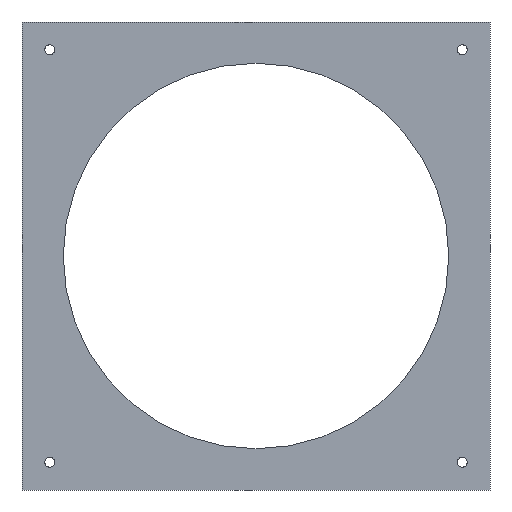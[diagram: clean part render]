
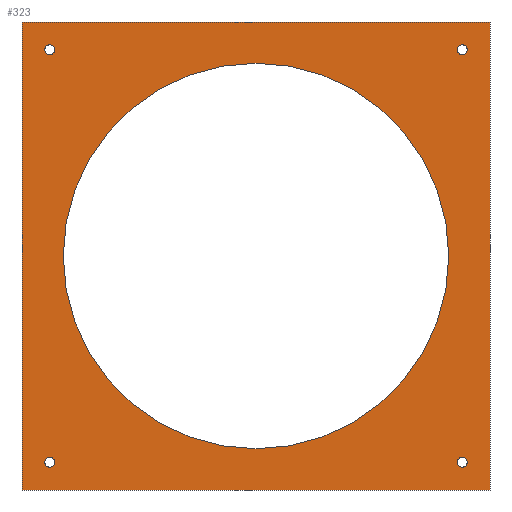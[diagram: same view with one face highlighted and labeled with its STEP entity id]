
A CAD part, front view. The second image highlights one B-rep face of the part: STEP entity #323.
In plain terms, the highlighted planar face has unit normal (0, -1, 0).
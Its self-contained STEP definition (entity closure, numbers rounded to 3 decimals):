
#23=CARTESIAN_POINT('',(0.,334.,0.));
#24=DIRECTION('',(0.,-1.,0.));
#25=DIRECTION('',(1.,0.,0.));
#26=AXIS2_PLACEMENT_3D('',#23,#24,#25);
#28=CARTESIAN_POINT('',(0.,334.,0.));
#29=DIRECTION('',(0.,-1.,0.));
#30=DIRECTION('',(-1.,0.,0.));
#31=AXIS2_PLACEMENT_3D('',#28,#29,#30);
#33=DIRECTION('',(0.,0.,1.));
#34=VECTOR('',#33,295.);
#35=CARTESIAN_POINT('',(147.5,334.,-147.5));
#36=LINE('',#35,#34);
#37=DIRECTION('',(1.,0.,0.));
#38=VECTOR('',#37,295.);
#39=CARTESIAN_POINT('',(-147.5,334.,-147.5));
#40=LINE('',#39,#38);
#41=DIRECTION('',(0.,0.,-1.));
#42=VECTOR('',#41,295.);
#43=CARTESIAN_POINT('',(-147.5,334.,147.5));
#44=LINE('',#43,#42);
#45=DIRECTION('',(-1.,0.,0.));
#46=VECTOR('',#45,295.);
#47=CARTESIAN_POINT('',(147.5,334.,147.5));
#48=LINE('',#47,#46);
#49=CARTESIAN_POINT('',(130.,334.,-130.));
#50=DIRECTION('',(0.,-1.,0.));
#51=DIRECTION('',(-1.,0.,0.));
#52=AXIS2_PLACEMENT_3D('',#49,#50,#51);
#54=CARTESIAN_POINT('',(130.,334.,-130.));
#55=DIRECTION('',(0.,-1.,0.));
#56=DIRECTION('',(1.,0.,0.));
#57=AXIS2_PLACEMENT_3D('',#54,#55,#56);
#59=CARTESIAN_POINT('',(-130.,334.,-130.));
#60=DIRECTION('',(0.,-1.,0.));
#61=DIRECTION('',(-1.,0.,0.));
#62=AXIS2_PLACEMENT_3D('',#59,#60,#61);
#64=CARTESIAN_POINT('',(-130.,334.,-130.));
#65=DIRECTION('',(0.,-1.,0.));
#66=DIRECTION('',(1.,0.,0.));
#67=AXIS2_PLACEMENT_3D('',#64,#65,#66);
#69=CARTESIAN_POINT('',(130.,334.,130.));
#70=DIRECTION('',(0.,-1.,0.));
#71=DIRECTION('',(-1.,0.,0.));
#72=AXIS2_PLACEMENT_3D('',#69,#70,#71);
#74=CARTESIAN_POINT('',(130.,334.,130.));
#75=DIRECTION('',(0.,-1.,0.));
#76=DIRECTION('',(1.,0.,0.));
#77=AXIS2_PLACEMENT_3D('',#74,#75,#76);
#79=CARTESIAN_POINT('',(-130.,334.,130.));
#80=DIRECTION('',(0.,-1.,0.));
#81=DIRECTION('',(-1.,0.,0.));
#82=AXIS2_PLACEMENT_3D('',#79,#80,#81);
#84=CARTESIAN_POINT('',(-130.,334.,130.));
#85=DIRECTION('',(0.,-1.,0.));
#86=DIRECTION('',(1.,0.,0.));
#87=AXIS2_PLACEMENT_3D('',#84,#85,#86);
#207=CARTESIAN_POINT('',(147.5,334.,-147.5));
#208=CARTESIAN_POINT('',(147.5,334.,147.5));
#209=VERTEX_POINT('',#207);
#210=VERTEX_POINT('',#208);
#211=CARTESIAN_POINT('',(-147.5,334.,147.5));
#212=VERTEX_POINT('',#211);
#213=CARTESIAN_POINT('',(-147.5,334.,-147.5));
#214=VERTEX_POINT('',#213);
#227=CARTESIAN_POINT('',(121.5,334.,0.));
#228=CARTESIAN_POINT('',(-121.5,334.,0.));
#229=VERTEX_POINT('',#227);
#230=VERTEX_POINT('',#228);
#231=CARTESIAN_POINT('',(126.85,334.,-130.));
#232=CARTESIAN_POINT('',(133.15,334.,-130.));
#233=VERTEX_POINT('',#231);
#234=VERTEX_POINT('',#232);
#235=CARTESIAN_POINT('',(-133.15,334.,-130.));
#236=CARTESIAN_POINT('',(-126.85,334.,-130.));
#237=VERTEX_POINT('',#235);
#238=VERTEX_POINT('',#236);
#239=CARTESIAN_POINT('',(126.85,334.,130.));
#240=CARTESIAN_POINT('',(133.15,334.,130.));
#241=VERTEX_POINT('',#239);
#242=VERTEX_POINT('',#240);
#243=CARTESIAN_POINT('',(-133.15,334.,130.));
#244=CARTESIAN_POINT('',(-126.85,334.,130.));
#245=VERTEX_POINT('',#243);
#246=VERTEX_POINT('',#244);
#279=CARTESIAN_POINT('',(0.,334.,0.));
#280=DIRECTION('',(0.,1.,0.));
#281=DIRECTION('',(1.,0.,0.));
#282=AXIS2_PLACEMENT_3D('',#279,#280,#281);
#283=PLANE('',#282);
#284=ORIENTED_EDGE('',*,*,#268,.F.);
#286=ORIENTED_EDGE('',*,*,#285,.F.);
#288=ORIENTED_EDGE('',*,*,#287,.F.);
#290=ORIENTED_EDGE('',*,*,#289,.F.);
#291=EDGE_LOOP('',(#284,#286,#288,#290));
#292=FACE_OUTER_BOUND('',#291,.F.);
#294=ORIENTED_EDGE('',*,*,#293,.T.);
#296=ORIENTED_EDGE('',*,*,#295,.T.);
#297=EDGE_LOOP('',(#294,#296));
#298=FACE_BOUND('',#297,.F.);
#300=ORIENTED_EDGE('',*,*,#299,.T.);
#302=ORIENTED_EDGE('',*,*,#301,.T.);
#303=EDGE_LOOP('',(#300,#302));
#304=FACE_BOUND('',#303,.F.);
#306=ORIENTED_EDGE('',*,*,#305,.T.);
#308=ORIENTED_EDGE('',*,*,#307,.T.);
#309=EDGE_LOOP('',(#306,#308));
#310=FACE_BOUND('',#309,.F.);
#312=ORIENTED_EDGE('',*,*,#311,.T.);
#314=ORIENTED_EDGE('',*,*,#313,.T.);
#315=EDGE_LOOP('',(#312,#314));
#316=FACE_BOUND('',#315,.F.);
#318=ORIENTED_EDGE('',*,*,#317,.T.);
#320=ORIENTED_EDGE('',*,*,#319,.T.);
#321=EDGE_LOOP('',(#318,#320));
#322=FACE_BOUND('',#321,.F.);
#323=ADVANCED_FACE('',(#292,#298,#304,#310,#316,#322),#283,.F.);
#27=CIRCLE('',#26,121.5);
#32=CIRCLE('',#31,121.5);
#53=CIRCLE('',#52,3.15);
#58=CIRCLE('',#57,3.15);
#63=CIRCLE('',#62,3.15);
#68=CIRCLE('',#67,3.15);
#73=CIRCLE('',#72,3.15);
#78=CIRCLE('',#77,3.15);
#83=CIRCLE('',#82,3.15);
#88=CIRCLE('',#87,3.15);
#268=EDGE_CURVE('',#209,#210,#36,.T.);
#285=EDGE_CURVE('',#214,#209,#40,.T.);
#287=EDGE_CURVE('',#212,#214,#44,.T.);
#289=EDGE_CURVE('',#210,#212,#48,.T.);
#293=EDGE_CURVE('',#229,#230,#27,.T.);
#295=EDGE_CURVE('',#230,#229,#32,.T.);
#299=EDGE_CURVE('',#233,#234,#53,.T.);
#301=EDGE_CURVE('',#234,#233,#58,.T.);
#305=EDGE_CURVE('',#237,#238,#63,.T.);
#307=EDGE_CURVE('',#238,#237,#68,.T.);
#311=EDGE_CURVE('',#241,#242,#73,.T.);
#313=EDGE_CURVE('',#242,#241,#78,.T.);
#317=EDGE_CURVE('',#245,#246,#83,.T.);
#319=EDGE_CURVE('',#246,#245,#88,.T.);
